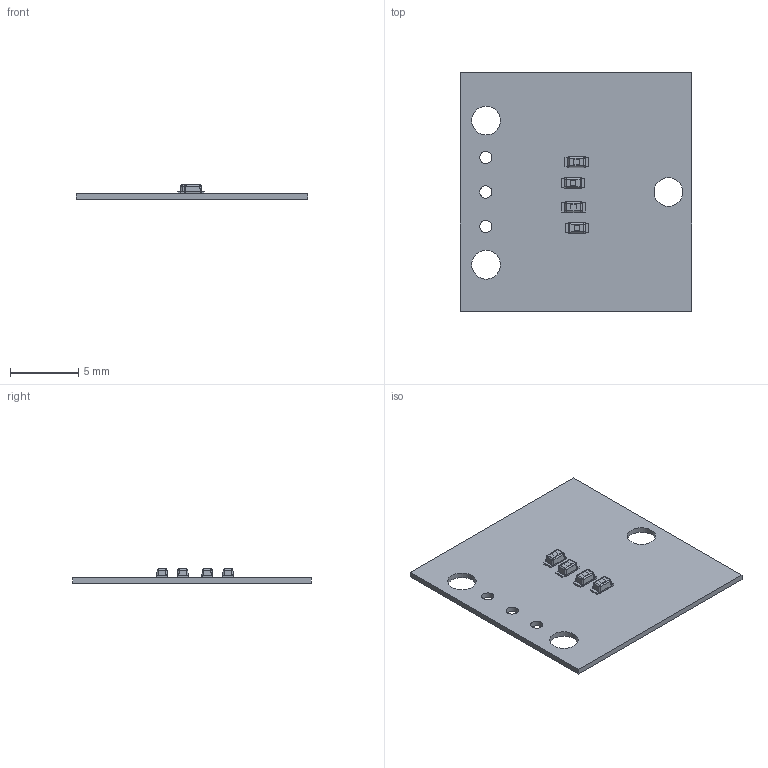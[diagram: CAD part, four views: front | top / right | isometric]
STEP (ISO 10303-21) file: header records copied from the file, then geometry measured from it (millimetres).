
FILE_DESCRIPTION(('Open CASCADE Model'),'2;1');
FILE_NAME('Open CASCADE Shape Model','2017-08-29T16:02:44',('Author'),( 'Open CASCADE'),'Open CASCADE STEP processor 6.8','Open CASCADE 6.8' ,'Unknown');
FILE_SCHEMA(('AUTOMOTIVE_DESIGN { 1 0 10303 214 1 1 1 1 }'));
Length unit declared in the file: millimetre
Products named in the file (9): PCB; Board; D4; LED_SMD_0603; 815162424; Extruded; D3; D2; D1
Assembly tree (14 placements, depth 4):
  PCB
    Board
    D4
      LED_SMD_0603
      815162424
        Extruded
    D3
      LED_SMD_0603
      815162424
        Extruded
    D2
      LED_SMD_0603
      815162424
        Extruded
    D1
      LED_SMD_0603
      815162424
        Extruded
Bounding box: 17.02 x 17.5 x 1.07 mm (x, y, z)
Volume: 118.3 mm3; surface area: 647.8 mm2
Topology: 9 solids, 13 shells, 272 faces, 598 edges, 356 vertices
Faces by surface type: plane 154, cylinder 86, bspline 32
Full cylindrical faces by diameter (mm): 0.9 x3, 2.11 x3
Entity records: 7609 total; most frequent: CARTESIAN_POINT 3754, DIRECTION 554, ORIENTED_EDGE 344, PCURVE 344, DEFINITIONAL_REPRESENTATION 344, LINE 294, VECTOR 294, EDGE_CURVE 172
